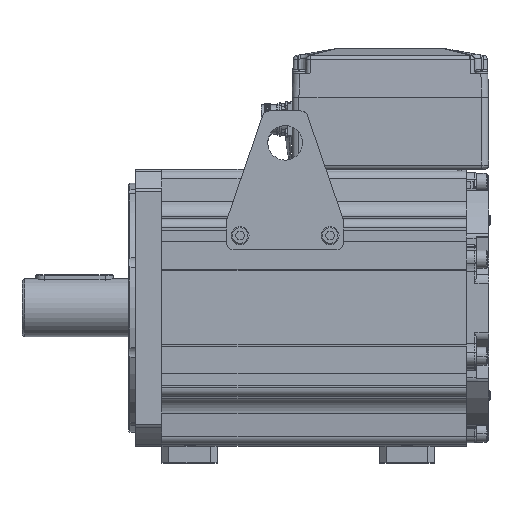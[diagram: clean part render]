
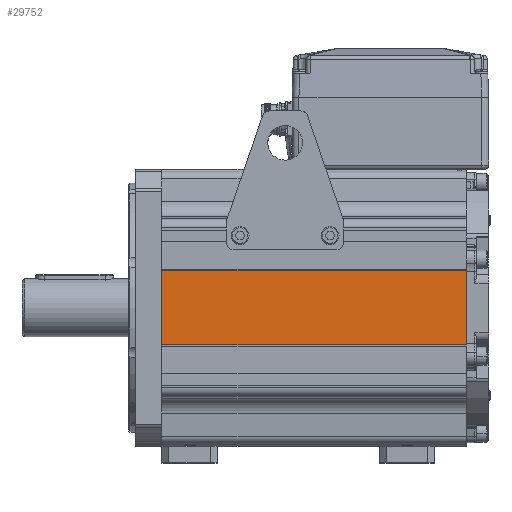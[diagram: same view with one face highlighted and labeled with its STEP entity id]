
A CAD part, top view. The second image highlights one B-rep face of the part: STEP entity #29752.
In plain terms, the highlighted planar face has unit normal (0, 0, 1).
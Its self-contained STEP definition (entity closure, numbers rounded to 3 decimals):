
#26820=DIRECTION('',(-1.,0.,0.));
#26821=VECTOR('',#26820,220.);
#26822=CARTESIAN_POINT('',(321.,27.,95.5));
#26823=LINE('',#26822,#26821);
#26828=DIRECTION('',(0.,1.,0.));
#26829=VECTOR('',#26828,54.);
#26830=CARTESIAN_POINT('',(101.,-27.,95.5));
#26831=LINE('',#26830,#26829);
#26832=DIRECTION('',(0.,-1.,0.));
#26833=VECTOR('',#26832,54.);
#26834=CARTESIAN_POINT('',(321.,27.,95.5));
#26835=LINE('',#26834,#26833);
#26836=DIRECTION('',(-1.,0.,0.));
#26837=VECTOR('',#26836,220.);
#26838=CARTESIAN_POINT('',(321.,-27.,95.5));
#26839=LINE('',#26838,#26837);
#26968=CARTESIAN_POINT('',(321.,-27.,95.5));
#26969=CARTESIAN_POINT('',(101.,-27.,95.5));
#26970=VERTEX_POINT('',#26968);
#26971=VERTEX_POINT('',#26969);
#27104=CARTESIAN_POINT('',(101.,27.,95.5));
#27105=VERTEX_POINT('',#27104);
#27106=CARTESIAN_POINT('',(321.,27.,95.5));
#27107=VERTEX_POINT('',#27106);
#29739=CARTESIAN_POINT('',(321.,-27.,95.5));
#29740=DIRECTION('',(0.,0.,1.));
#29741=DIRECTION('',(0.,1.,0.));
#29742=AXIS2_PLACEMENT_3D('',#29739,#29740,#29741);
#29743=PLANE('',#29742);
#29745=ORIENTED_EDGE('',*,*,#29744,.T.);
#29746=ORIENTED_EDGE('',*,*,#29732,.F.);
#29747=ORIENTED_EDGE('',*,*,#27611,.T.);
#29749=ORIENTED_EDGE('',*,*,#29748,.T.);
#29750=EDGE_LOOP('',(#29745,#29746,#29747,#29749));
#29751=FACE_OUTER_BOUND('',#29750,.F.);
#29752=ADVANCED_FACE('',(#29751),#29743,.T.);
#27611=EDGE_CURVE('',#27107,#26970,#26835,.T.);
#29732=EDGE_CURVE('',#27107,#27105,#26823,.T.);
#29744=EDGE_CURVE('',#26971,#27105,#26831,.T.);
#29748=EDGE_CURVE('',#26970,#26971,#26839,.T.);
